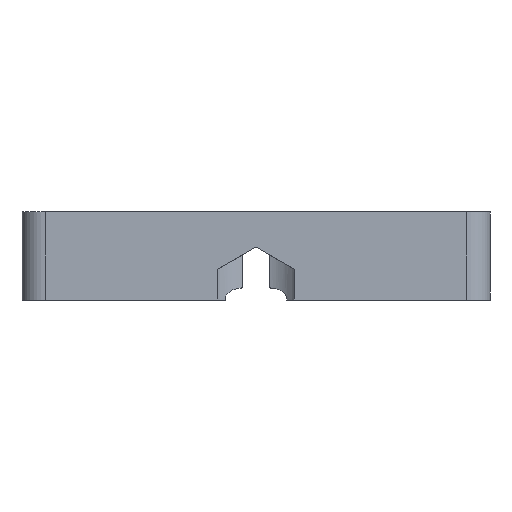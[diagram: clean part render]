
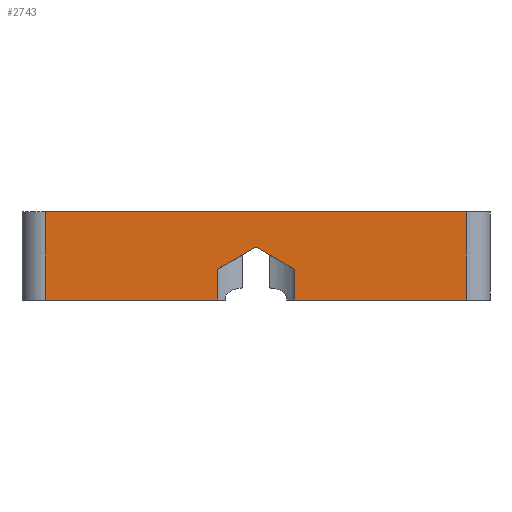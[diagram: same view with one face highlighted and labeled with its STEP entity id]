
A CAD part, left-side view. The second image highlights one B-rep face of the part: STEP entity #2743.
In plain terms, the highlighted planar face has unit normal (-1, 0, 0).
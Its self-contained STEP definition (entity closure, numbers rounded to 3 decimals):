
#21 = LINE ( 'NONE', #395, #1150 ) ;
#47 = VECTOR ( 'NONE', #2229, 1000. ) ;
#79 = ORIENTED_EDGE ( 'NONE', *, *, #597, .F. ) ;
#117 = CARTESIAN_POINT ( 'NONE',  ( -15., -27.5, 11.475 ) ) ;
#125 = EDGE_CURVE ( 'NONE', #949, #1585, #1265, .T. ) ;
#335 = VERTEX_POINT ( 'NONE', #1534 ) ;
#395 = CARTESIAN_POINT ( 'NONE',  ( -15., 0., 22.95 ) ) ;
#438 = CARTESIAN_POINT ( 'NONE',  ( -15., 0., 22.95 ) ) ;
#450 = DIRECTION ( 'NONE',  ( 0., 0., -1. ) ) ;
#464 = ORIENTED_EDGE ( 'NONE', *, *, #1976, .T. ) ;
#465 = PLANE ( 'NONE',  #2577 ) ;
#477 = EDGE_CURVE ( 'NONE', #335, #1577, #1170, .T. ) ;
#481 = DIRECTION ( 'NONE',  ( 1., 0., 0. ) ) ;
#492 = EDGE_CURVE ( 'NONE', #1743, #949, #1824, .T. ) ;
#514 = ORIENTED_EDGE ( 'NONE', *, *, #1129, .F. ) ;
#569 = VECTOR ( 'NONE', #1351, 1000. ) ;
#597 = EDGE_CURVE ( 'NONE', #2030, #335, #1037, .T. ) ;
#618 = DIRECTION ( 'NONE',  ( 0., 0.866, 0.5 ) ) ;
#627 = CARTESIAN_POINT ( 'NONE',  ( -15., 27.5, 11.475 ) ) ;
#651 = DIRECTION ( 'NONE',  ( 0., 0.866, -0.5 ) ) ;
#707 = ORIENTED_EDGE ( 'NONE', *, *, #477, .F. ) ;
#802 = CARTESIAN_POINT ( 'NONE',  ( -15., -27.5, 22.95 ) ) ;
#813 = CARTESIAN_POINT ( 'NONE',  ( -15., 5., 0. ) ) ;
#836 = CARTESIAN_POINT ( 'NONE',  ( -15., 5., 15.475 ) ) ;
#949 = VERTEX_POINT ( 'NONE', #1674 ) ;
#1003 = CARTESIAN_POINT ( 'NONE',  ( -15., -27.5, 22.95 ) ) ;
#1037 = LINE ( 'NONE', #813, #1466 ) ;
#1050 = VECTOR ( 'NONE', #2631, 1000. ) ;
#1080 = CARTESIAN_POINT ( 'NONE',  ( -15., 0., 18.362 ) ) ;
#1111 = VECTOR ( 'NONE', #618, 1000. ) ;
#1127 = CARTESIAN_POINT ( 'NONE',  ( -15., 7.951, 13.771 ) ) ;
#1129 = EDGE_CURVE ( 'NONE', #1809, #1490, #21, .T. ) ;
#1136 = CARTESIAN_POINT ( 'NONE',  ( -15., 27.5, 22.95 ) ) ;
#1150 = VECTOR ( 'NONE', #1717, 1000. ) ;
#1170 = LINE ( 'NONE', #1843, #2071 ) ;
#1265 = LINE ( 'NONE', #1668, #1111 ) ;
#1271 = LINE ( 'NONE', #2133, #1852 ) ;
#1342 = EDGE_CURVE ( 'NONE', #1400, #1743, #2508, .T. ) ;
#1351 = DIRECTION ( 'NONE',  ( 0., 0., 1. ) ) ;
#1400 = VERTEX_POINT ( 'NONE', #117 ) ;
#1466 = VECTOR ( 'NONE', #2746, 1000. ) ;
#1490 = VERTEX_POINT ( 'NONE', #1003 ) ;
#1534 = CARTESIAN_POINT ( 'NONE',  ( -15., 5., 11.475 ) ) ;
#1569 = EDGE_CURVE ( 'NONE', #1400, #1490, #2761, .T. ) ;
#1572 = FACE_OUTER_BOUND ( 'NONE', #1693, .T. ) ;
#1576 = CARTESIAN_POINT ( 'NONE',  ( -15., -5., 11.475 ) ) ;
#1577 = VERTEX_POINT ( 'NONE', #627 ) ;
#1585 = VERTEX_POINT ( 'NONE', #1080 ) ;
#1668 = CARTESIAN_POINT ( 'NONE',  ( -15., -7.951, 13.771 ) ) ;
#1674 = CARTESIAN_POINT ( 'NONE',  ( -15., -5., 15.475 ) ) ;
#1693 = EDGE_LOOP ( 'NONE', ( #707, #79, #2809, #2595, #2037, #2235, #2564, #514, #464 ) ) ;
#1717 = DIRECTION ( 'NONE',  ( 0., -1., 0. ) ) ;
#1743 = VERTEX_POINT ( 'NONE', #1576 ) ;
#1809 = VERTEX_POINT ( 'NONE', #1136 ) ;
#1824 = LINE ( 'NONE', #2718, #569 ) ;
#1843 = CARTESIAN_POINT ( 'NONE',  ( -15., 0., 11.475 ) ) ;
#1852 = VECTOR ( 'NONE', #2148, 1000. ) ;
#1976 = EDGE_CURVE ( 'NONE', #1809, #1577, #1271, .T. ) ;
#2030 = VERTEX_POINT ( 'NONE', #836 ) ;
#2037 = ORIENTED_EDGE ( 'NONE', *, *, #492, .F. ) ;
#2071 = VECTOR ( 'NONE', #2701, 1000. ) ;
#2133 = CARTESIAN_POINT ( 'NONE',  ( -15., 27.5, -8.99 ) ) ;
#2148 = DIRECTION ( 'NONE',  ( 0., 0., -1. ) ) ;
#2229 = DIRECTION ( 'NONE',  ( 0., 1., 0. ) ) ;
#2235 = ORIENTED_EDGE ( 'NONE', *, *, #1342, .F. ) ;
#2285 = CARTESIAN_POINT ( 'NONE',  ( -15., 0., 11.475 ) ) ;
#2299 = VECTOR ( 'NONE', #651, 1000. ) ;
#2508 = LINE ( 'NONE', #2285, #47 ) ;
#2564 = ORIENTED_EDGE ( 'NONE', *, *, #1569, .T. ) ;
#2577 = AXIS2_PLACEMENT_3D ( 'NONE', #438, #481, #450 ) ;
#2595 = ORIENTED_EDGE ( 'NONE', *, *, #125, .F. ) ;
#2631 = DIRECTION ( 'NONE',  ( 0., 0., 1. ) ) ;
#2664 = LINE ( 'NONE', #1127, #2299 ) ;
#2701 = DIRECTION ( 'NONE',  ( 0., 1., 0. ) ) ;
#2718 = CARTESIAN_POINT ( 'NONE',  ( -15., -5., 0. ) ) ;
#2726 = EDGE_CURVE ( 'NONE', #1585, #2030, #2664, .T. ) ;
#2743 = ADVANCED_FACE ( 'NONE', ( #1572 ), #465, .F. ) ;
#2746 = DIRECTION ( 'NONE',  ( 0., 0., -1. ) ) ;
#2761 = LINE ( 'NONE', #802, #1050 ) ;
#2809 = ORIENTED_EDGE ( 'NONE', *, *, #2726, .F. ) ;
